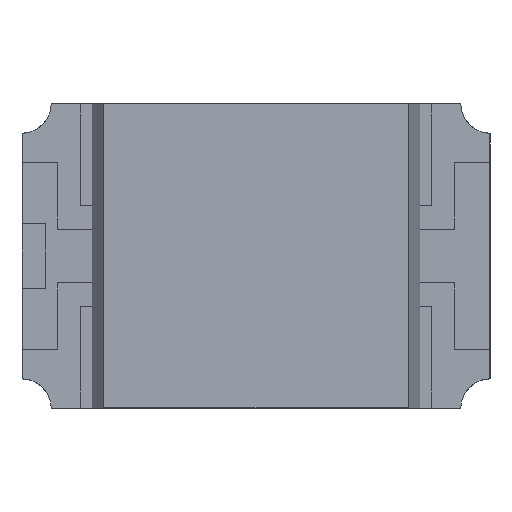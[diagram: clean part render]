
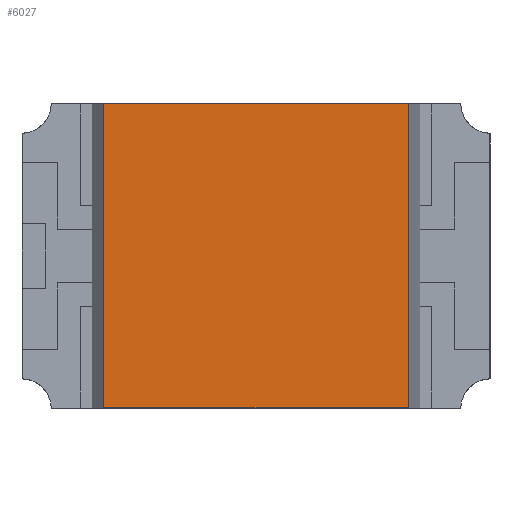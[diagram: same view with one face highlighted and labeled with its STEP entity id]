
A CAD part, top view. The second image highlights one B-rep face of the part: STEP entity #6027.
In plain terms, the highlighted planar face has unit normal (0, 0, 1).
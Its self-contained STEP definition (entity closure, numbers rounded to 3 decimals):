
#1521=ORIENTED_EDGE('',*,*,#2233,.T.);
#1522=ORIENTED_EDGE('',*,*,#2234,.F.);
#1523=ORIENTED_EDGE('',*,*,#2235,.F.);
#1524=ORIENTED_EDGE('',*,*,#2236,.T.);
#2233=EDGE_CURVE('',#2695,#2696,#3319,.T.);
#2234=EDGE_CURVE('',#2697,#2696,#3320,.T.);
#2235=EDGE_CURVE('',#2698,#2697,#3321,.T.);
#2236=EDGE_CURVE('',#2698,#2695,#3322,.T.);
#2695=VERTEX_POINT('',#9052);
#2696=VERTEX_POINT('',#9053);
#2697=VERTEX_POINT('',#9055);
#2698=VERTEX_POINT('',#9057);
#3319=LINE('',#9051,#3947);
#3320=LINE('',#9054,#3948);
#3321=LINE('',#9056,#3949);
#3322=LINE('',#9058,#3950);
#3947=VECTOR('',#7618,1000.);
#3948=VECTOR('',#7619,1000.);
#3949=VECTOR('',#7620,1000.);
#3950=VECTOR('',#7621,1000.);
#4203=EDGE_LOOP('',(#1521,#1522,#1523,#1524));
#4453=FACE_BOUND('',#4203,.T.);
#4668=PLANE('',#6373);
#6027=ADVANCED_FACE('',(#4453),#4668,.F.);
#6373=AXIS2_PLACEMENT_3D('',#9050,#7616,#7617);
#7616=DIRECTION('',(0.,0.,-1.));
#7617=DIRECTION('',(-1.,0.,0.));
#7618=DIRECTION('',(-1.,0.,0.));
#7619=DIRECTION('',(0.,1.,0.));
#7620=DIRECTION('',(-1.,0.,0.));
#7621=DIRECTION('',(0.,1.,0.));
#9050=CARTESIAN_POINT('',(0.65,-0.65,0.5));
#9051=CARTESIAN_POINT('',(0.65,0.65,0.5));
#9052=CARTESIAN_POINT('',(0.65,0.65,0.5));
#9053=CARTESIAN_POINT('',(-0.65,0.65,0.5));
#9054=CARTESIAN_POINT('',(-0.65,-0.65,0.5));
#9055=CARTESIAN_POINT('',(-0.65,-0.65,0.5));
#9056=CARTESIAN_POINT('',(0.65,-0.65,0.5));
#9057=CARTESIAN_POINT('',(0.65,-0.65,0.5));
#9058=CARTESIAN_POINT('',(0.65,-0.65,0.5));
